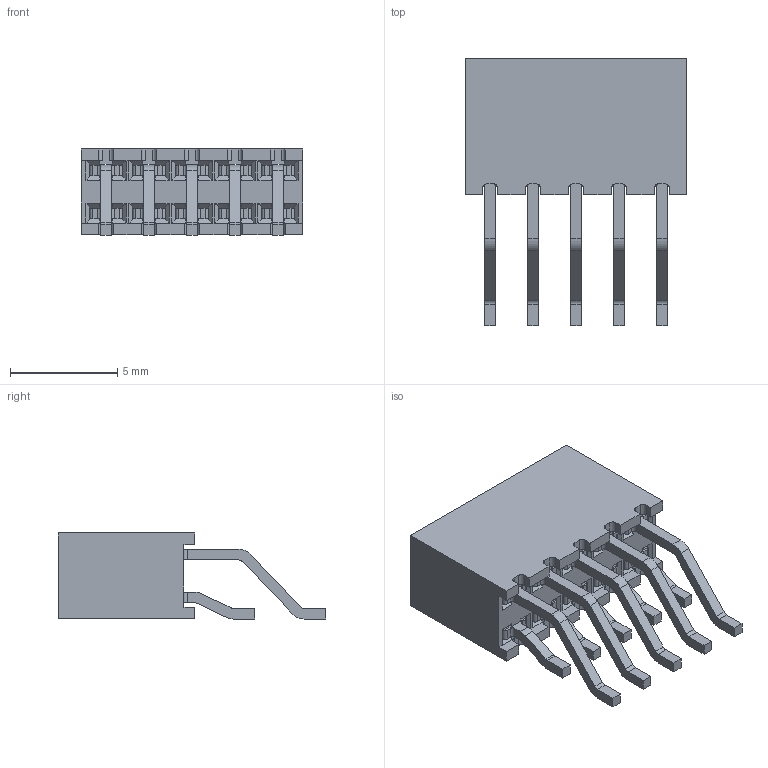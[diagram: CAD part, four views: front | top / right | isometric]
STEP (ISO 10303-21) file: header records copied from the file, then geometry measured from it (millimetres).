
FILE_DESCRIPTION(/* description */ ('Unknown'),/* implementation_level */ '2;1');
FILE_NAME(/* name */ 'J_Wurth_WR-PHD_621110284621',/* time_stamp */ '2025-04-28T16:32:51+08:00',/* author */ ('Unknown'),/* organization */ ('Unknown'),/* preprocessor_version */ 'ST-DEVELOPER v19.4',/* originating_system */ 'Solid Edge',/* authorisation */ 'Unknown');
FILE_SCHEMA (('AUTOMOTIVE_DESIGN {1 0 10303 214 3 1 1}'));
Length unit declared in the file: millimetre
Products named in the file (2): J_Wurth_WR-PHD_621110284621
Assembly tree (1 placements, depth 2):
  J_Wurth_WR-PHD_621110284621
    J_Wurth_WR-PHD_621110284621
Bounding box: 10.3 x 12.45 x 4 mm (x, y, z)
Volume: 233.3 mm3; surface area: 791 mm2
Topology: 1 solids, 1 shells, 1000 faces, 2964 edges, 1936 vertices
Faces by surface type: plane 720, cylinder 280
Entity records: 40371 total; most frequent: ORIENTED_EDGE 5928, CARTESIAN_POINT 5902, DIRECTION 5568, EDGE_CURVE 2964, LINE 2364, VECTOR 2364, VERTEX_POINT 1936, AXIS2_PLACEMENT_3D 1602
